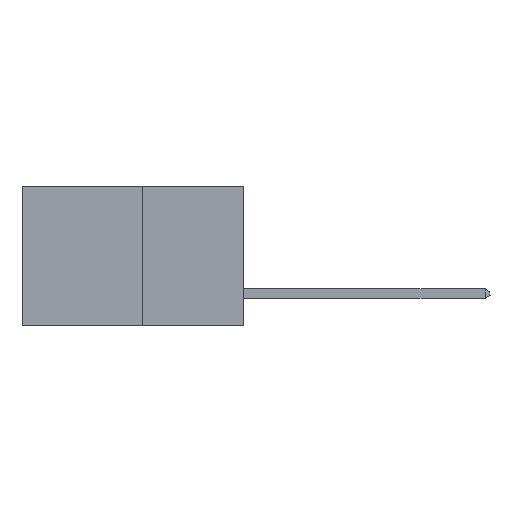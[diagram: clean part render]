
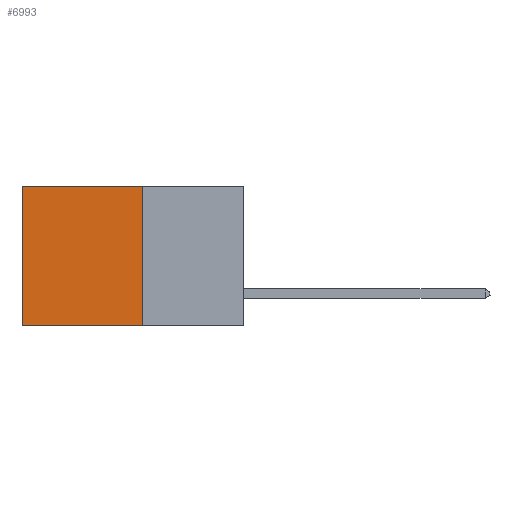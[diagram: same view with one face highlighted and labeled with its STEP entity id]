
A CAD part, left-side view. The second image highlights one B-rep face of the part: STEP entity #6993.
In plain terms, the highlighted planar face has unit normal (-1, 0, 0).
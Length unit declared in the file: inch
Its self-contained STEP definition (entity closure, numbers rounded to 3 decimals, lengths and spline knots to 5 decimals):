
#1299 = DIRECTION ( 'NONE',  ( 0., 1., 0. ) ) ;
#1871 = LINE ( 'NONE', #9501, #6071 ) ;
#2389 = VECTOR ( 'NONE', #20765, 39.37008 ) ;
#2839 = ORIENTED_EDGE ( 'NONE', *, *, #13213, .T. ) ;
#3051 = FACE_OUTER_BOUND ( 'NONE', #17257, .T. ) ;
#3523 = CARTESIAN_POINT ( 'NONE',  ( 0.277, 0.59, 0. ) ) ;
#3914 = VERTEX_POINT ( 'NONE', #11663 ) ;
#4004 = DIRECTION ( 'NONE',  ( 0., 0., -1. ) ) ;
#6071 = VECTOR ( 'NONE', #4004, 39.37008 ) ;
#6093 = ORIENTED_EDGE ( 'NONE', *, *, #18159, .F. ) ;
#6417 = VERTEX_POINT ( 'NONE', #3523 ) ;
#6920 = VERTEX_POINT ( 'NONE', #12363 ) ;
#6939 = VERTEX_POINT ( 'NONE', #14173 ) ;
#6993 = ADVANCED_FACE ( 'NONE', ( #3051 ), #10254, .F. ) ;
#7694 = LINE ( 'NONE', #12511, #2389 ) ;
#8642 = ORIENTED_EDGE ( 'NONE', *, *, #21781, .T. ) ;
#9501 = CARTESIAN_POINT ( 'NONE',  ( 0.277, 0.59, -0.37 ) ) ;
#10075 = AXIS2_PLACEMENT_3D ( 'NONE', #16809, #16258, #10098 ) ;
#10098 = DIRECTION ( 'NONE',  ( 0., 0., -1. ) ) ;
#10254 = PLANE ( 'NONE',  #10075 ) ;
#10914 = EDGE_CURVE ( 'NONE', #3914, #6920, #15614, .T. ) ;
#11220 = LINE ( 'NONE', #18232, #20093 ) ;
#11619 = ORIENTED_EDGE ( 'NONE', *, *, #10914, .F. ) ;
#11663 = CARTESIAN_POINT ( 'NONE',  ( 0.277, 0.27, -0.37 ) ) ;
#12363 = CARTESIAN_POINT ( 'NONE',  ( 0.277, 0.59, -0.37 ) ) ;
#12511 = CARTESIAN_POINT ( 'NONE',  ( 0.277, 0.27, 0. ) ) ;
#13213 = EDGE_CURVE ( 'NONE', #6939, #6417, #7694, .T. ) ;
#14173 = CARTESIAN_POINT ( 'NONE',  ( 0.277, 0.27, 0. ) ) ;
#15098 = VECTOR ( 'NONE', #1299, 39.37008 ) ;
#15614 = LINE ( 'NONE', #20277, #15098 ) ;
#16258 = DIRECTION ( 'NONE',  ( 1., 0., 0. ) ) ;
#16600 = DIRECTION ( 'NONE',  ( 0., 0., -1. ) ) ;
#16809 = CARTESIAN_POINT ( 'NONE',  ( 0.277, 0.27, -0.37 ) ) ;
#17257 = EDGE_LOOP ( 'NONE', ( #8642, #11619, #6093, #2839 ) ) ;
#18159 = EDGE_CURVE ( 'NONE', #6939, #3914, #11220, .T. ) ;
#18232 = CARTESIAN_POINT ( 'NONE',  ( 0.277, 0.27, -0.37 ) ) ;
#20093 = VECTOR ( 'NONE', #16600, 39.37008 ) ;
#20277 = CARTESIAN_POINT ( 'NONE',  ( 0.277, 0.27, -0.37 ) ) ;
#20765 = DIRECTION ( 'NONE',  ( 0., 1., 0. ) ) ;
#21781 = EDGE_CURVE ( 'NONE', #6417, #6920, #1871, .T. ) ;
